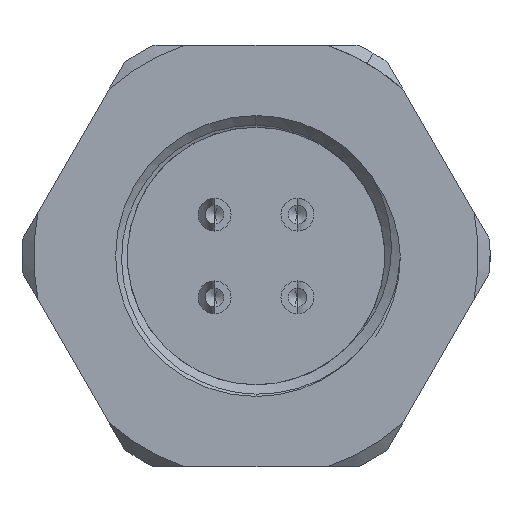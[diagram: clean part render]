
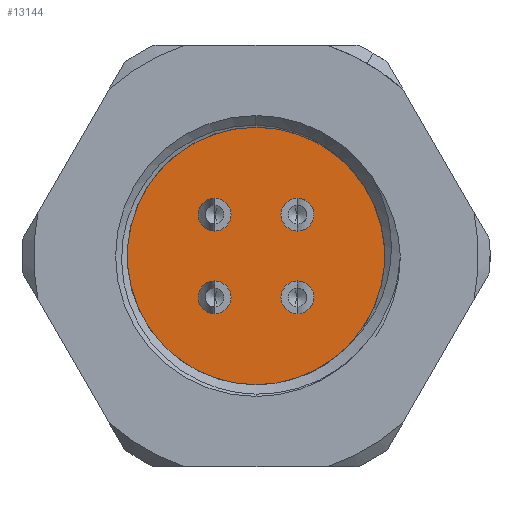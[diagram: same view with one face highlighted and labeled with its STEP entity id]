
A CAD part, left-side view. The second image highlights one B-rep face of the part: STEP entity #13144.
In plain terms, the highlighted planar face has unit normal (-1, 0, 0).
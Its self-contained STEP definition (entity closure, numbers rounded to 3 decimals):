
#306 = EDGE_LOOP ( 'NONE', ( #14754, #18600 ) ) ;
#394 = CIRCLE ( 'NONE', #21660, 6. ) ;
#623 = DIRECTION ( 'NONE',  ( -1., 0., 0. ) ) ;
#762 = EDGE_LOOP ( 'NONE', ( #21990, #17640 ) ) ;
#970 = FACE_BOUND ( 'NONE', #9734, .T. ) ;
#1020 = DIRECTION ( 'NONE',  ( -1., 0., 0. ) ) ;
#1302 = AXIS2_PLACEMENT_3D ( 'NONE', #5684, #7725, #21565 ) ;
#1539 = DIRECTION ( 'NONE',  ( 0., 0., 1. ) ) ;
#1584 = CIRCLE ( 'NONE', #21912, 0.7 ) ;
#1779 = CARTESIAN_POINT ( 'NONE',  ( -12., -1.768, 1.768 ) ) ;
#2016 = VERTEX_POINT ( 'NONE', #12732 ) ;
#2325 = DIRECTION ( 'NONE',  ( 0., 0., 1. ) ) ;
#2447 = AXIS2_PLACEMENT_3D ( 'NONE', #16767, #14890, #2325 ) ;
#2622 = PLANE ( 'NONE',  #15870 ) ;
#2897 = EDGE_LOOP ( 'NONE', ( #11489, #20986 ) ) ;
#3032 = EDGE_CURVE ( 'NONE', #19659, #4260, #1584, .T. ) ;
#3579 = DIRECTION ( 'NONE',  ( 0., 0., 1. ) ) ;
#4260 = VERTEX_POINT ( 'NONE', #10793 ) ;
#4425 = DIRECTION ( 'NONE',  ( 0., 0., -1. ) ) ;
#4594 = FACE_OUTER_BOUND ( 'NONE', #762, .T. ) ;
#4859 = FACE_BOUND ( 'NONE', #2897, .T. ) ;
#5102 = AXIS2_PLACEMENT_3D ( 'NONE', #19086, #15523, #1539 ) ;
#5189 = EDGE_CURVE ( 'NONE', #15780, #2016, #14688, .T. ) ;
#5602 = EDGE_CURVE ( 'NONE', #20427, #7997, #11059, .T. ) ;
#5678 = VERTEX_POINT ( 'NONE', #22901 ) ;
#5684 = CARTESIAN_POINT ( 'NONE',  ( -12., 1.768, 1.768 ) ) ;
#5790 = DIRECTION ( 'NONE',  ( 0., 0., 1. ) ) ;
#5809 = AXIS2_PLACEMENT_3D ( 'NONE', #9302, #21752, #5790 ) ;
#5891 = EDGE_CURVE ( 'NONE', #7997, #20427, #20796, .T. ) ;
#5954 = CIRCLE ( 'NONE', #1302, 0.7 ) ;
#6309 = CARTESIAN_POINT ( 'NONE',  ( -12., 4., 0. ) ) ;
#6888 = CARTESIAN_POINT ( 'NONE',  ( -12., -1.768, 1.068 ) ) ;
#7433 = VERTEX_POINT ( 'NONE', #13168 ) ;
#7546 = EDGE_CURVE ( 'NONE', #4260, #19659, #15216, .T. ) ;
#7652 = DIRECTION ( 'NONE',  ( 0., 0., 1. ) ) ;
#7725 = DIRECTION ( 'NONE',  ( -1., 0., 0. ) ) ;
#7776 = VERTEX_POINT ( 'NONE', #17040 ) ;
#7997 = VERTEX_POINT ( 'NONE', #13204 ) ;
#8020 = DIRECTION ( 'NONE',  ( 1., 0., 0. ) ) ;
#8489 = ORIENTED_EDGE ( 'NONE', *, *, #15659, .F. ) ;
#8650 = CARTESIAN_POINT ( 'NONE',  ( -12., -1.768, -1.768 ) ) ;
#9293 = AXIS2_PLACEMENT_3D ( 'NONE', #11748, #9828, #20576 ) ;
#9302 = CARTESIAN_POINT ( 'NONE',  ( -12., 0., 0. ) ) ;
#9353 = ORIENTED_EDGE ( 'NONE', *, *, #7546, .F. ) ;
#9734 = EDGE_LOOP ( 'NONE', ( #8489, #13181 ) ) ;
#9828 = DIRECTION ( 'NONE',  ( -1., 0., 0. ) ) ;
#10082 = EDGE_CURVE ( 'NONE', #2016, #15780, #394, .T. ) ;
#10793 = CARTESIAN_POINT ( 'NONE',  ( -12., -1.768, -2.468 ) ) ;
#11059 = CIRCLE ( 'NONE', #21017, 0.7 ) ;
#11489 = ORIENTED_EDGE ( 'NONE', *, *, #16786, .F. ) ;
#11693 = DIRECTION ( 'NONE',  ( 0., 0., 1. ) ) ;
#11748 = CARTESIAN_POINT ( 'NONE',  ( -12., -1.768, -1.768 ) ) ;
#11754 = ORIENTED_EDGE ( 'NONE', *, *, #3032, .F. ) ;
#11804 = CARTESIAN_POINT ( 'NONE',  ( -12., 1.768, -1.768 ) ) ;
#12033 = EDGE_CURVE ( 'NONE', #7776, #5678, #22818, .T. ) ;
#12096 = CIRCLE ( 'NONE', #2447, 0.7 ) ;
#12732 = CARTESIAN_POINT ( 'NONE',  ( -12., 0., -6. ) ) ;
#12885 = EDGE_CURVE ( 'NONE', #7433, #20809, #5954, .T. ) ;
#12974 = AXIS2_PLACEMENT_3D ( 'NONE', #1779, #14268, #3579 ) ;
#13144 = ADVANCED_FACE ( 'NONE', ( #4859, #14068, #21872, #970, #4594 ), #2622, .F. ) ;
#13168 = CARTESIAN_POINT ( 'NONE',  ( -12., 1.768, 1.068 ) ) ;
#13181 = ORIENTED_EDGE ( 'NONE', *, *, #12033, .F. ) ;
#13204 = CARTESIAN_POINT ( 'NONE',  ( -12., -1.768, 2.468 ) ) ;
#13942 = DIRECTION ( 'NONE',  ( -1., 0., 0. ) ) ;
#14068 = FACE_BOUND ( 'NONE', #306, .T. ) ;
#14268 = DIRECTION ( 'NONE',  ( -1., 0., 0. ) ) ;
#14688 = CIRCLE ( 'NONE', #5809, 6. ) ;
#14754 = ORIENTED_EDGE ( 'NONE', *, *, #5891, .F. ) ;
#14890 = DIRECTION ( 'NONE',  ( -1., 0., 0. ) ) ;
#14960 = CARTESIAN_POINT ( 'NONE',  ( -12., 0., 6. ) ) ;
#15216 = CIRCLE ( 'NONE', #9293, 0.7 ) ;
#15523 = DIRECTION ( 'NONE',  ( -1., 0., 0. ) ) ;
#15659 = EDGE_CURVE ( 'NONE', #5678, #7776, #22987, .T. ) ;
#15780 = VERTEX_POINT ( 'NONE', #14960 ) ;
#15870 = AXIS2_PLACEMENT_3D ( 'NONE', #6309, #8020, #4425 ) ;
#16532 = CARTESIAN_POINT ( 'NONE',  ( -12., 1.768, 2.468 ) ) ;
#16767 = CARTESIAN_POINT ( 'NONE',  ( -12., 1.768, 1.768 ) ) ;
#16786 = EDGE_CURVE ( 'NONE', #20809, #7433, #12096, .T. ) ;
#17040 = CARTESIAN_POINT ( 'NONE',  ( -12., 1.768, -2.468 ) ) ;
#17176 = DIRECTION ( 'NONE',  ( -1., 0., 0. ) ) ;
#17355 = AXIS2_PLACEMENT_3D ( 'NONE', #11804, #17176, #19118 ) ;
#17640 = ORIENTED_EDGE ( 'NONE', *, *, #10082, .T. ) ;
#18600 = ORIENTED_EDGE ( 'NONE', *, *, #5602, .F. ) ;
#18860 = CARTESIAN_POINT ( 'NONE',  ( -12., -1.768, 1.768 ) ) ;
#19086 = CARTESIAN_POINT ( 'NONE',  ( -12., 1.768, -1.768 ) ) ;
#19118 = DIRECTION ( 'NONE',  ( 0., 0., 1. ) ) ;
#19618 = EDGE_LOOP ( 'NONE', ( #11754, #9353 ) ) ;
#19656 = CARTESIAN_POINT ( 'NONE',  ( -12., -1.768, -1.068 ) ) ;
#19659 = VERTEX_POINT ( 'NONE', #19656 ) ;
#20273 = CARTESIAN_POINT ( 'NONE',  ( -12., 0., 0. ) ) ;
#20427 = VERTEX_POINT ( 'NONE', #6888 ) ;
#20576 = DIRECTION ( 'NONE',  ( 0., 0., 1. ) ) ;
#20796 = CIRCLE ( 'NONE', #12974, 0.7 ) ;
#20809 = VERTEX_POINT ( 'NONE', #16532 ) ;
#20885 = DIRECTION ( 'NONE',  ( 0., 0., 1. ) ) ;
#20986 = ORIENTED_EDGE ( 'NONE', *, *, #12885, .F. ) ;
#21017 = AXIS2_PLACEMENT_3D ( 'NONE', #18860, #1020, #11693 ) ;
#21565 = DIRECTION ( 'NONE',  ( 0., 0., 1. ) ) ;
#21660 = AXIS2_PLACEMENT_3D ( 'NONE', #20273, #623, #7652 ) ;
#21752 = DIRECTION ( 'NONE',  ( -1., 0., 0. ) ) ;
#21872 = FACE_BOUND ( 'NONE', #19618, .T. ) ;
#21912 = AXIS2_PLACEMENT_3D ( 'NONE', #8650, #13942, #20885 ) ;
#21990 = ORIENTED_EDGE ( 'NONE', *, *, #5189, .T. ) ;
#22818 = CIRCLE ( 'NONE', #5102, 0.7 ) ;
#22901 = CARTESIAN_POINT ( 'NONE',  ( -12., 1.768, -1.068 ) ) ;
#22987 = CIRCLE ( 'NONE', #17355, 0.7 ) ;
